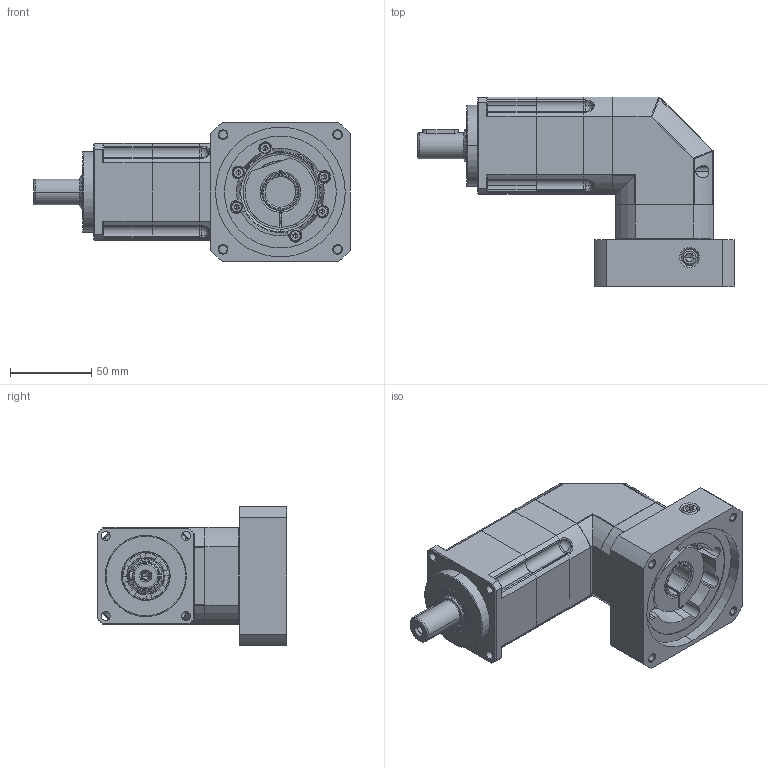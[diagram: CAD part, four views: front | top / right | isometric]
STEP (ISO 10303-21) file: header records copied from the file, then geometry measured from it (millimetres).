
FILE_DESCRIPTION (( 'STEP AP214' ), '1' );
FILE_NAME ('FABR060M1-L2-19-70-90-M5.STEP', '2020-10-22T00:21:47', ( '' ), ( '' ), 'SwSTEP 2.0', 'SolidWorks 2014', '' );
FILE_SCHEMA (( 'AUTOMOTIVE_DESIGN' ));
Length unit declared in the file: millimetre
Products named in the file (13): 珨撰眻褒眊极FABR060D; 蚐猾20304; 7-怀堤傷褲极FABR060D; FABR060M1-L2-19-70-90-M5; FAB060D齿圈; 输入轴FABR060M1-19; 4-输入端壳体FABR060M1; FAB060D-Z108一级内齿圈; FABR060M1-L1-19-80-100-M6; FAB060D怀堤俴陎殤1; A倰す瑩5-22; hexagon socket head cap screws gb_GB_FASTENER_SCREWS_HSHCS M4X16-N; 坶踡遠23-43.5-12(1)
Assembly tree (17 placements, depth 2):
  FABR060M1-L2-19-70-90-M5
    珨撰眻褒眊极FABR060D
    4-输入端壳体FABR060M1
    7-怀堤傷褲极FABR060D
    A倰す瑩5-22
    蚐猾20304
    FAB060D怀堤俴陎殤1
    输入轴FABR060M1-19
    坶踡遠23-43.5-12(1)
    hexagon socket head cap screws gb_GB_FASTENER_SCREWS_HSHCS M4X16-N  x6
    FAB060D-Z108一级内齿圈
    FAB060D齿圈
    FABR060M1-L1-19-80-100-M6
Bounding box: 195 x 117 x 86 mm (x, y, z)
Volume: 704913.1 mm3; surface area: 132375.2 mm2
Topology: 19 solids, 20 shells, 784 faces, 1893 edges, 1184 vertices
Faces by surface type: cylinder 330, plane 285, cone 93, torus 36, sphere 20, bspline 20
Entity records: 24236 total; most frequent: CARTESIAN_POINT 5397, DIRECTION 3535, ORIENTED_EDGE 3190, EDGE_CURVE 1595, AXIS2_PLACEMENT_3D 1423, VERTEX_POINT 1015, CIRCLE 764, EDGE_LOOP 760
